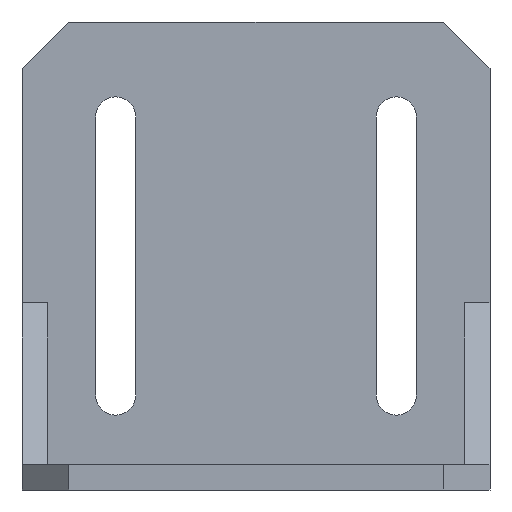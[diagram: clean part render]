
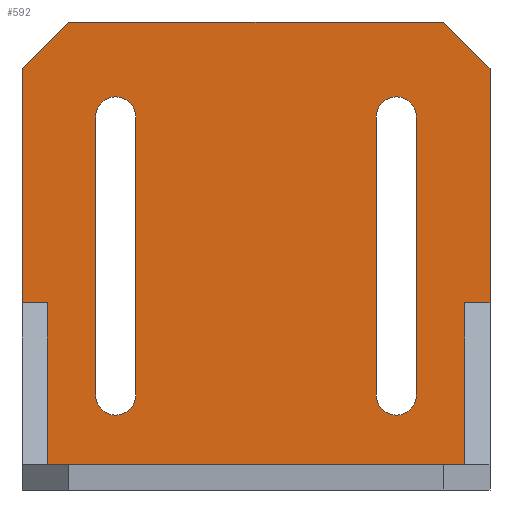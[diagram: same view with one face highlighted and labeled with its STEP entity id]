
A CAD part, front view. The second image highlights one B-rep face of the part: STEP entity #592.
In plain terms, the highlighted planar face has unit normal (0, -1, 0).
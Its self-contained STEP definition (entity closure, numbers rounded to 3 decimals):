
#22=FACE_BOUND('',#114,.T.);
#23=FACE_BOUND('',#115,.T.);
#30=CIRCLE('',#617,2.15);
#32=CIRCLE('',#621,2.15);
#34=CIRCLE('',#625,2.15);
#36=CIRCLE('',#629,2.15);
#77=FACE_OUTER_BOUND('',#113,.T.);
#113=EDGE_LOOP('',(#495,#496,#497,#498,#499,#500,#501,#502,#503,#504));
#114=EDGE_LOOP('',(#505,#506,#507,#508));
#115=EDGE_LOOP('',(#509,#510,#511,#512));
#130=LINE('',#828,#193);
#135=LINE('',#841,#198);
#138=LINE('',#852,#201);
#143=LINE('',#865,#206);
#154=LINE('',#892,#217);
#162=LINE('',#918,#225);
#166=LINE('',#927,#229);
#172=LINE('',#938,#235);
#176=LINE('',#945,#239);
#178=LINE('',#949,#241);
#179=LINE('',#951,#242);
#181=LINE('',#956,#244);
#183=LINE('',#959,#246);
#184=LINE('',#961,#247);
#193=VECTOR('',#667,10.);
#198=VECTOR('',#680,10.);
#201=VECTOR('',#691,10.);
#206=VECTOR('',#704,10.);
#217=VECTOR('',#727,10.);
#225=VECTOR('',#749,10.);
#229=VECTOR('',#755,10.);
#235=VECTOR('',#763,10.);
#239=VECTOR('',#771,10.);
#241=VECTOR('',#775,10.);
#242=VECTOR('',#778,10.);
#244=VECTOR('',#782,10.);
#246=VECTOR('',#786,10.);
#247=VECTOR('',#789,10.);
#256=VERTEX_POINT('',#825);
#257=VERTEX_POINT('',#827);
#259=VERTEX_POINT('',#833);
#261=VERTEX_POINT('',#839);
#264=VERTEX_POINT('',#849);
#265=VERTEX_POINT('',#851);
#267=VERTEX_POINT('',#857);
#269=VERTEX_POINT('',#863);
#278=VERTEX_POINT('',#889);
#279=VERTEX_POINT('',#891);
#289=VERTEX_POINT('',#915);
#290=VERTEX_POINT('',#917);
#293=VERTEX_POINT('',#925);
#294=VERTEX_POINT('',#926);
#298=VERTEX_POINT('',#936);
#300=VERTEX_POINT('',#947);
#301=VERTEX_POINT('',#953);
#302=VERTEX_POINT('',#955);
#310=EDGE_CURVE('',#257,#256,#130,.T.);
#314=EDGE_CURVE('',#256,#259,#30,.T.);
#317=EDGE_CURVE('',#259,#261,#135,.T.);
#319=EDGE_CURVE('',#261,#257,#32,.T.);
#322=EDGE_CURVE('',#265,#264,#138,.T.);
#326=EDGE_CURVE('',#264,#267,#34,.T.);
#329=EDGE_CURVE('',#267,#269,#143,.T.);
#331=EDGE_CURVE('',#269,#265,#36,.T.);
#342=EDGE_CURVE('',#278,#279,#154,.T.);
#355=EDGE_CURVE('',#290,#289,#162,.T.);
#359=EDGE_CURVE('',#293,#294,#166,.T.);
#365=EDGE_CURVE('',#293,#298,#172,.T.);
#369=EDGE_CURVE('',#290,#298,#176,.T.);
#371=EDGE_CURVE('',#289,#300,#178,.T.);
#372=EDGE_CURVE('',#300,#279,#179,.T.);
#374=EDGE_CURVE('',#302,#301,#181,.T.);
#376=EDGE_CURVE('',#278,#302,#183,.T.);
#377=EDGE_CURVE('',#301,#294,#184,.T.);
#495=ORIENTED_EDGE('',*,*,#359,.F.);
#496=ORIENTED_EDGE('',*,*,#365,.T.);
#497=ORIENTED_EDGE('',*,*,#369,.F.);
#498=ORIENTED_EDGE('',*,*,#355,.T.);
#499=ORIENTED_EDGE('',*,*,#371,.T.);
#500=ORIENTED_EDGE('',*,*,#372,.T.);
#501=ORIENTED_EDGE('',*,*,#342,.F.);
#502=ORIENTED_EDGE('',*,*,#376,.T.);
#503=ORIENTED_EDGE('',*,*,#374,.T.);
#504=ORIENTED_EDGE('',*,*,#377,.T.);
#505=ORIENTED_EDGE('',*,*,#310,.T.);
#506=ORIENTED_EDGE('',*,*,#314,.T.);
#507=ORIENTED_EDGE('',*,*,#317,.T.);
#508=ORIENTED_EDGE('',*,*,#319,.T.);
#509=ORIENTED_EDGE('',*,*,#322,.T.);
#510=ORIENTED_EDGE('',*,*,#326,.T.);
#511=ORIENTED_EDGE('',*,*,#329,.T.);
#512=ORIENTED_EDGE('',*,*,#331,.T.);
#568=PLANE('',#648);
#592=ADVANCED_FACE('',(#77,#22,#23),#568,.T.);
#617=AXIS2_PLACEMENT_3D('',#835,#674,#675);
#621=AXIS2_PLACEMENT_3D('',#844,#685,#686);
#625=AXIS2_PLACEMENT_3D('',#859,#698,#699);
#629=AXIS2_PLACEMENT_3D('',#868,#709,#710);
#648=AXIS2_PLACEMENT_3D('',#960,#787,#788);
#667=DIRECTION('',(0.,0.,1.));
#674=DIRECTION('center_axis',(0.,1.,0.));
#675=DIRECTION('ref_axis',(-1.,0.,0.));
#680=DIRECTION('',(0.,0.,-1.));
#685=DIRECTION('center_axis',(0.,1.,0.));
#686=DIRECTION('ref_axis',(1.,0.,0.));
#691=DIRECTION('',(0.,0.,1.));
#698=DIRECTION('center_axis',(0.,1.,0.));
#699=DIRECTION('ref_axis',(-1.,0.,0.));
#704=DIRECTION('',(0.,0.,-1.));
#709=DIRECTION('center_axis',(0.,1.,0.));
#710=DIRECTION('ref_axis',(1.,0.,0.));
#727=DIRECTION('',(-1.,0.,0.));
#749=DIRECTION('',(0.,0.,-1.));
#755=DIRECTION('',(0.707,0.,-0.707));
#763=DIRECTION('',(-1.,0.,0.));
#771=DIRECTION('',(0.707,0.,0.707));
#775=DIRECTION('',(1.,0.,0.));
#778=DIRECTION('',(0.,0.,-1.));
#782=DIRECTION('',(1.,0.,0.));
#786=DIRECTION('',(0.,0.,1.));
#787=DIRECTION('center_axis',(0.,-1.,0.));
#788=DIRECTION('ref_axis',(0.,0.,-1.));
#789=DIRECTION('',(0.,0.,1.));
#825=CARTESIAN_POINT('',(12.85,22.3,39.85));
#827=CARTESIAN_POINT('',(12.85,22.3,10.15));
#828=CARTESIAN_POINT('',(12.85,22.3,33.1));
#833=CARTESIAN_POINT('',(17.15,22.3,39.85));
#835=CARTESIAN_POINT('Origin',(15.,22.3,39.85));
#839=CARTESIAN_POINT('',(17.15,22.3,10.15));
#841=CARTESIAN_POINT('',(17.15,22.3,18.25));
#844=CARTESIAN_POINT('Origin',(15.,22.3,10.15));
#849=CARTESIAN_POINT('',(-17.15,22.3,39.85));
#851=CARTESIAN_POINT('',(-17.15,22.3,10.15));
#852=CARTESIAN_POINT('',(-17.15,22.3,33.1));
#857=CARTESIAN_POINT('',(-12.85,22.3,39.85));
#859=CARTESIAN_POINT('Origin',(-15.,22.3,39.85));
#863=CARTESIAN_POINT('',(-12.85,22.3,10.15));
#865=CARTESIAN_POINT('',(-12.85,22.3,18.25));
#868=CARTESIAN_POINT('Origin',(-15.,22.3,10.15));
#889=CARTESIAN_POINT('',(22.3,22.3,2.7));
#891=CARTESIAN_POINT('',(-22.3,22.3,2.7));
#892=CARTESIAN_POINT('',(0.,22.3,2.7));
#915=CARTESIAN_POINT('',(-25.,22.3,20.));
#917=CARTESIAN_POINT('',(-25.,22.3,45.));
#918=CARTESIAN_POINT('',(-25.,22.3,0.));
#925=CARTESIAN_POINT('',(20.,22.3,50.));
#926=CARTESIAN_POINT('',(25.,22.3,45.));
#927=CARTESIAN_POINT('',(22.163,22.3,47.838));
#936=CARTESIAN_POINT('',(-20.,22.3,50.));
#938=CARTESIAN_POINT('',(-25.,22.3,50.));
#945=CARTESIAN_POINT('',(-22.163,22.3,47.838));
#947=CARTESIAN_POINT('',(-22.3,22.3,20.));
#949=CARTESIAN_POINT('',(-12.5,22.3,20.));
#951=CARTESIAN_POINT('',(-22.3,22.3,18.85));
#953=CARTESIAN_POINT('',(25.,22.3,20.));
#955=CARTESIAN_POINT('',(22.3,22.3,20.));
#956=CARTESIAN_POINT('',(12.5,22.3,20.));
#959=CARTESIAN_POINT('',(22.3,22.3,18.85));
#960=CARTESIAN_POINT('Origin',(0.,22.3,26.35));
#961=CARTESIAN_POINT('',(25.,22.3,50.));
